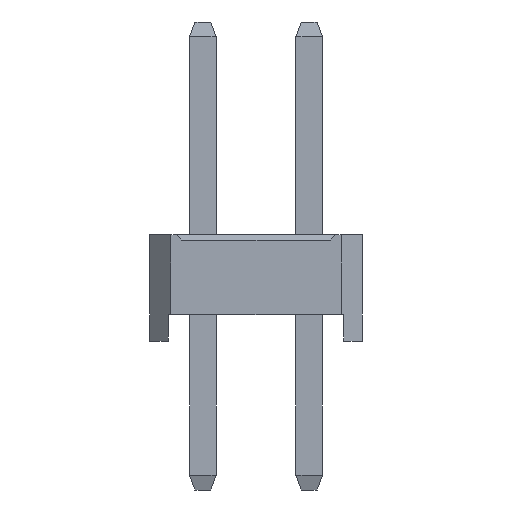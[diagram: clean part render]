
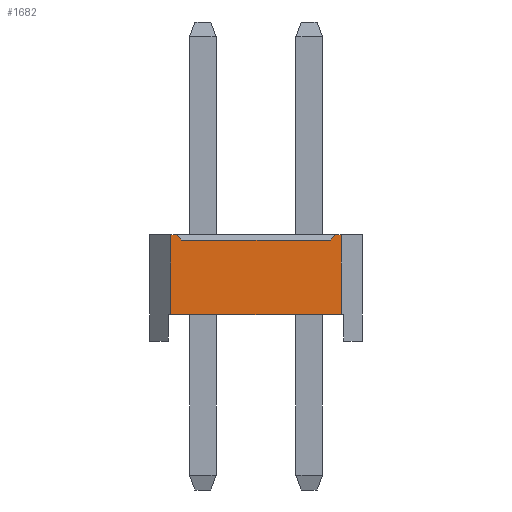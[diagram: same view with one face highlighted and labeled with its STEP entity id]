
A CAD part, left-side view. The second image highlights one B-rep face of the part: STEP entity #1682.
In plain terms, the highlighted planar face has unit normal (-1, 0, 0).
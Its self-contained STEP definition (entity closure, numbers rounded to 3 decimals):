
#1682=ADVANCED_FACE('',(#6892),#6894,.T.);
#6892=FACE_BOUND('',#6893,.T.);
#6893=EDGE_LOOP('',(#10979,#10980,#10981,#10982,#10983,#10984,#10985,#10986));
#6894=PLANE('',#6895);
#6895=AXIS2_PLACEMENT_3D('',#6896,#6897,#6898);
#6896=CARTESIAN_POINT('',(-1.,2.6,0.));
#6897=DIRECTION('',(-1.,0.,0.));
#6898=DIRECTION('',(0.,-1.,0.));
#10979=ORIENTED_EDGE('',*,*,#13506,.F.);
#10980=ORIENTED_EDGE('',*,*,#13507,.T.);
#10981=ORIENTED_EDGE('',*,*,#13508,.F.);
#10982=ORIENTED_EDGE('',*,*,#12961,.F.);
#10983=ORIENTED_EDGE('',*,*,#13509,.F.);
#10984=ORIENTED_EDGE('',*,*,#12756,.T.);
#10985=ORIENTED_EDGE('',*,*,#13505,.T.);
#10986=ORIENTED_EDGE('',*,*,#12965,.F.);
#12756=EDGE_CURVE('',#14203,#14201,#14204,.T.);
#12961=EDGE_CURVE('',#14611,#14613,#14614,.T.);
#12965=EDGE_CURVE('',#14619,#14621,#14622,.T.);
#13505=EDGE_CURVE('',#14201,#14621,#15520,.T.);
#13506=EDGE_CURVE('',#15521,#14619,#15522,.F.);
#13507=EDGE_CURVE('',#15521,#15523,#15524,.T.);
#13508=EDGE_CURVE('',#14613,#15523,#15525,.F.);
#13509=EDGE_CURVE('',#14203,#14611,#15526,.T.);
#14201=VERTEX_POINT('',#16546);
#14203=VERTEX_POINT('',#16550);
#14204=LINE('',#16551,#16552);
#14611=VERTEX_POINT('',#17366);
#14613=VERTEX_POINT('',#17370);
#14614=LINE('',#17371,#17372);
#14619=VERTEX_POINT('',#17382);
#14621=VERTEX_POINT('',#17386);
#14622=LINE('',#17387,#17388);
#15520=LINE('',#19365,#19366);
#15521=VERTEX_POINT('',#19368);
#15522=LINE('',#19369,#19370);
#15523=VERTEX_POINT('',#19372);
#15524=LINE('',#19373,#19374);
#15525=LINE('',#19376,#19377);
#15526=LINE('',#19379,#19380);
#16546=CARTESIAN_POINT('',(-1.,-0.6,0.5));
#16550=CARTESIAN_POINT('',(-1.,2.6,0.5));
#16551=CARTESIAN_POINT('',(-1.,2.6,0.5));
#16552=VECTOR('',#16553,1.);
#16553=DIRECTION('',(0.,-1.,0.));
#17366=CARTESIAN_POINT('',(-1.,2.6,2.));
#17370=CARTESIAN_POINT('',(-1.,2.5,2.));
#17371=CARTESIAN_POINT('',(-1.,2.6,2.));
#17372=VECTOR('',#17373,1.);
#17373=DIRECTION('',(0.,-1.,0.));
#17382=CARTESIAN_POINT('',(-1.,-0.5,2.));
#17386=CARTESIAN_POINT('',(-1.,-0.6,2.));
#17387=CARTESIAN_POINT('',(-1.,-0.5,2.));
#17388=VECTOR('',#17389,1.);
#17389=DIRECTION('',(0.,-1.,0.));
#19365=CARTESIAN_POINT('',(-1.,-0.6,0.5));
#19366=VECTOR('',#19367,1.);
#19367=DIRECTION('',(0.,0.,1.));
#19368=CARTESIAN_POINT('',(-1.,-0.4,1.9));
#19369=CARTESIAN_POINT('',(-1.,-0.5,2.));
#19370=VECTOR('',#19371,1.);
#19371=DIRECTION('',(0.,0.707,-0.707));
#19372=CARTESIAN_POINT('',(-1.,2.4,1.9));
#19373=CARTESIAN_POINT('',(-1.,-0.4,1.9));
#19374=VECTOR('',#19375,1.);
#19375=DIRECTION('',(0.,1.,0.));
#19376=CARTESIAN_POINT('',(-1.,2.4,1.9));
#19377=VECTOR('',#19378,1.);
#19378=DIRECTION('',(0.,0.707,0.707));
#19379=CARTESIAN_POINT('',(-1.,2.6,0.5));
#19380=VECTOR('',#19381,1.);
#19381=DIRECTION('',(0.,0.,1.));
